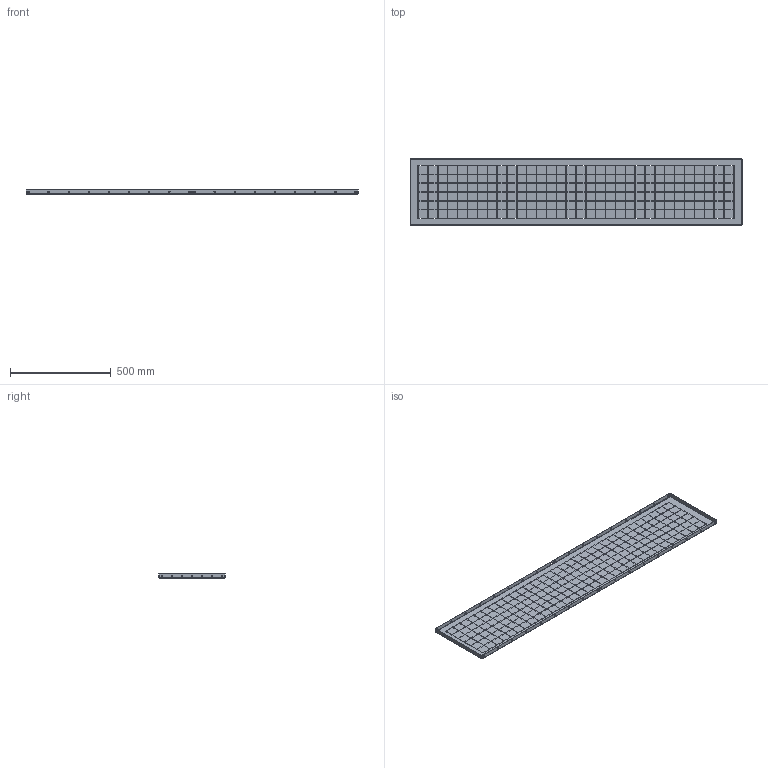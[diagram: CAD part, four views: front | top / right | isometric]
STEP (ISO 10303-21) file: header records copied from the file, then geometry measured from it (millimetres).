
FILE_DESCRIPTION (( 'STEP AP214' ), '1' );
FILE_NAME ('ÌÈ-2567.00.00.001 Ïåðåãîðîäêà âåðòèêàëüíàÿ ïî øèðèíå øêàôà 1800õ400.STEP', '2022-12-09T06:29:29', ( '' ), ( '' ), 'SwSTEP 2.0', 'SolidWorks 2021', '' );
FILE_SCHEMA (( 'AUTOMOTIVE_DESIGN' ));
Length unit declared in the file: millimetre
Products named in the file (1): ÌÈ-2567.00.00.001 Ïåðåãîðîäêà âåðòèêàëüíàÿ ïî øèðèíå øêàôà 1800õ400
Bounding box: 1649 x 328 x 21 mm (x, y, z)
Volume: 580659.8 mm3; surface area: 1202810.5 mm2
Topology: 1 solids, 1 shells, 1828 faces, 5446 edges, 3620 vertices
Faces by surface type: plane 1714, cylinder 106, bspline 8
Entity records: 62785 total; most frequent: CARTESIAN_POINT 11656, ORIENTED_EDGE 10892, DIRECTION 9256, EDGE_CURVE 5446, VECTOR 5222, LINE 5222, VERTEX_POINT 3620, EDGE_LOOP 2768
